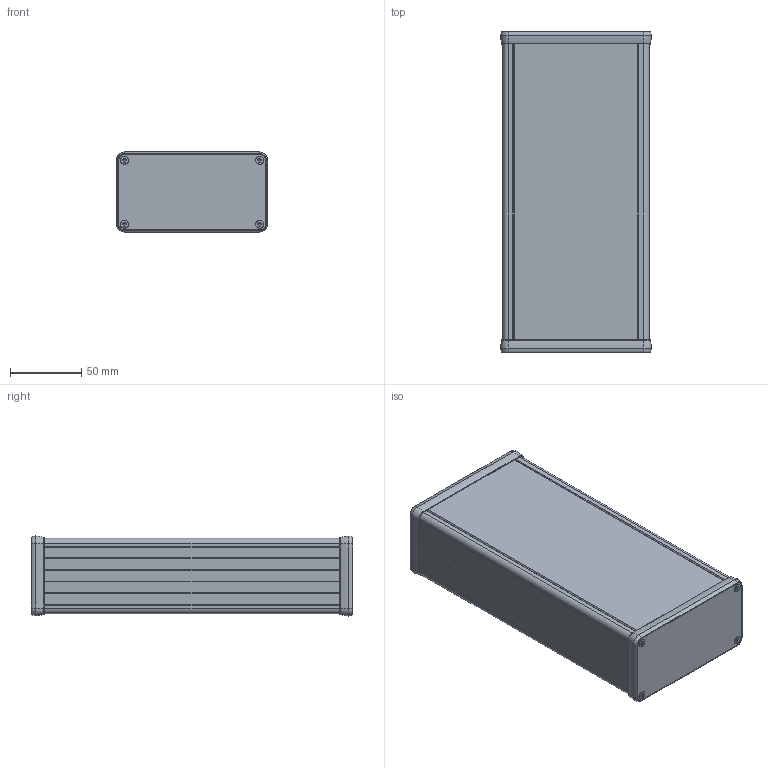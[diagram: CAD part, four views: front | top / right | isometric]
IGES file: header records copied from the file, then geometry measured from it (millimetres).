
Global section: file name: No Iges File Name specified; native system: Autodesk Inventor 2012; preprocessor: AutoDesk Inventor Iges Exporter R2012; author: tfoster; date: 20111115.155311; units: millimetre
Bounding box: 106.13 x 226 x 56.26 mm (x, y, z)
Volume: 166447.1 mm3; surface area: 208067.9 mm2
Topology: 14 solids, 14 shells, 584 faces, 1568 edges, 1024 vertices
Faces by surface type: plane 284, revolution 140, cylinder 104, torus 24, bspline 16, cone 16
Full cylindrical faces by diameter (mm): 3.5 x8
